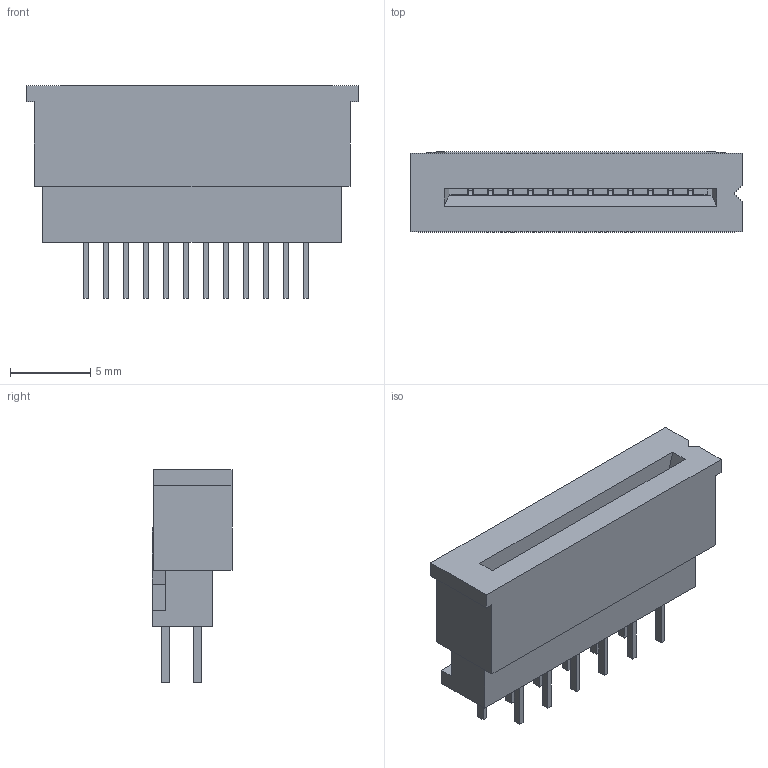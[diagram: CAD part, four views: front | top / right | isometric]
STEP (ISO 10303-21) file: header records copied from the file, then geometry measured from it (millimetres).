
FILE_DESCRIPTION(/* description */ (''),/* implementation_level */ '2;1');
FILE_NAME(/* name */ 'FFC-1.25-12pins.step',/* time_stamp */ '2022-04-27T18:45:03+02:00',/* author */ (''),/* organization */ (''),/* preprocessor_version */ 'ST-DEVELOPER v18.1',/* originating_system */ 'Autodesk Translation Framework v10.14.0.1471',/* authorisation */ '');
FILE_SCHEMA (('AUTOMOTIVE_DESIGN { 1 0 10303 214 3 1 1 }'));
Length unit declared in the file: millimetre
Products named in the file (2): 39532125; 27839641.f3d 
Assembly tree (1 placements, depth 2):
  39532125
    27839641.f3d 
Bounding box: 20.75 x 5 x 13.3 mm (x, y, z)
Volume: 570.8 mm3; surface area: 1974.5 mm2
Topology: 1 solids, 1 shells, 710 faces, 2047 edges, 1330 vertices
Faces by surface type: plane 698, cylinder 12
Entity records: 22859 total; most frequent: ORIENTED_EDGE 4094, CARTESIAN_POINT 4090, DIRECTION 3497, EDGE_CURVE 2047, LINE 2023, VECTOR 2023, VERTEX_POINT 1330, EDGE_LOOP 759
